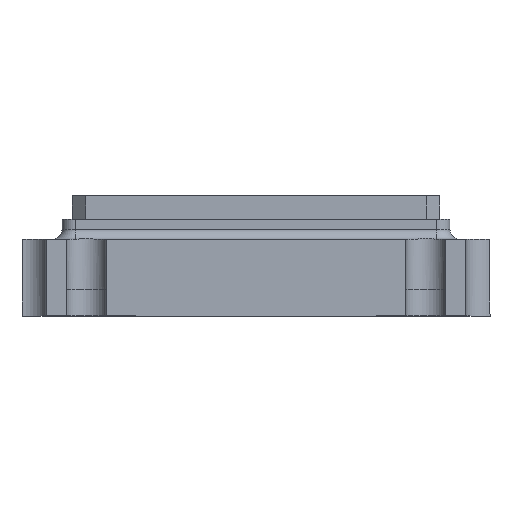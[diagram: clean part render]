
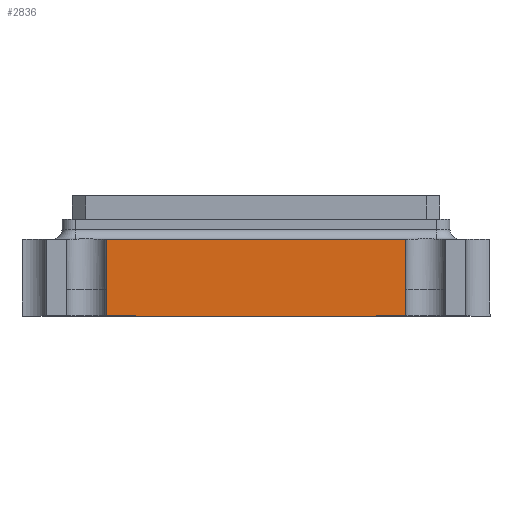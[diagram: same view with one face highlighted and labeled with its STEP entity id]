
A CAD part, front view. The second image highlights one B-rep face of the part: STEP entity #2836.
In plain terms, the highlighted planar face has unit normal (0, -1, 0).
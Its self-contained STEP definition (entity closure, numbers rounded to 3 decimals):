
#585 = VECTOR ( 'NONE', #5670, 1000. ) ;
#641 = VECTOR ( 'NONE', #5829, 1000. ) ;
#1350 = CARTESIAN_POINT ( 'NONE',  ( 1.803, -2.54, -0.89 ) ) ;
#1421 = CARTESIAN_POINT ( 'NONE',  ( -1.803, -2.54, -0.89 ) ) ;
#1422 = CARTESIAN_POINT ( 'NONE',  ( 2.24, -2.54, 0.25 ) ) ;
#1423 = CARTESIAN_POINT ( 'NONE',  ( -2.24, -2.54, 0.25 ) ) ;
#1432 = CARTESIAN_POINT ( 'NONE',  ( 1.803, -2.54, -0.9 ) ) ;
#1433 = CARTESIAN_POINT ( 'NONE',  ( -1.803, -2.54, -0.9 ) ) ;
#1538 = CARTESIAN_POINT ( 'NONE',  ( 2.24, -2.54, -0.89 ) ) ;
#1546 = CARTESIAN_POINT ( 'NONE',  ( -2.24, -2.54, -0.5 ) ) ;
#1550 = CARTESIAN_POINT ( 'NONE',  ( 2.24, -2.54, -0.5 ) ) ;
#1553 = CARTESIAN_POINT ( 'NONE',  ( -2.24, -2.54, -0.89 ) ) ;
#2299 = ORIENTED_EDGE ( 'NONE', *, *, #2681, .T. ) ;
#2300 = ORIENTED_EDGE ( 'NONE', *, *, #2682, .F. ) ;
#2301 = ORIENTED_EDGE ( 'NONE', *, *, #2970, .T. ) ;
#2302 = ORIENTED_EDGE ( 'NONE', *, *, #2684, .F. ) ;
#2303 = ORIENTED_EDGE ( 'NONE', *, *, #2680, .T. ) ;
#2680 = EDGE_CURVE ( 'NONE', #3578, #3590, #4108, .T. ) ;
#2681 = EDGE_CURVE ( 'NONE', #3580, #3719, #4111, .T. ) ;
#2682 = EDGE_CURVE ( 'NONE', #3580, #3579, #4114, .T. ) ;
#2684 = EDGE_CURVE ( 'NONE', #3578, #3726, #4117, .T. ) ;
#2836 = ADVANCED_FACE ( 'NONE', ( #3315 ), #4823, .F. ) ;
#2851 = EDGE_CURVE ( 'NONE', #3579, #3723, #5006, .T. ) ;
#2852 = EDGE_CURVE ( 'NONE', #3590, #3589, #5010, .T. ) ;
#2853 = EDGE_CURVE ( 'NONE', #3711, #3507, #5013, .T. ) ;
#2855 = EDGE_CURVE ( 'NONE', #3507, #3589, #5019, .T. ) ;
#2920 = EDGE_CURVE ( 'NONE', #3723, #3711, #5668, .T. ) ;
#2970 = EDGE_CURVE ( 'NONE', #3719, #3726, #5827, .T. ) ;
#3196 = VECTOR ( 'NONE', #4110, 1000. ) ;
#3197 = VECTOR ( 'NONE', #4113, 1000. ) ;
#3198 = VECTOR ( 'NONE', #4116, 1000. ) ;
#3199 = VECTOR ( 'NONE', #4119, 1000. ) ;
#3315 = FACE_OUTER_BOUND ( 'NONE', #3781, .T. ) ;
#3369 = AXIS2_PLACEMENT_3D ( 'NONE', #4824, #4825, #4826 ) ;
#3445 = VECTOR ( 'NONE', #5008, 1000. ) ;
#3446 = VECTOR ( 'NONE', #5012, 1000. ) ;
#3447 = VECTOR ( 'NONE', #5015, 1000. ) ;
#3449 = VECTOR ( 'NONE', #5021, 1000. ) ;
#3493 = ORIENTED_EDGE ( 'NONE', *, *, #2853, .F. ) ;
#3495 = ORIENTED_EDGE ( 'NONE', *, *, #2855, .F. ) ;
#3496 = ORIENTED_EDGE ( 'NONE', *, *, #2852, .T. ) ;
#3497 = ORIENTED_EDGE ( 'NONE', *, *, #2920, .F. ) ;
#3498 = ORIENTED_EDGE ( 'NONE', *, *, #2851, .F. ) ;
#3507 = VERTEX_POINT ( 'NONE', #1350 ) ;
#3578 = VERTEX_POINT ( 'NONE', #1421 ) ;
#3579 = VERTEX_POINT ( 'NONE', #1422 ) ;
#3580 = VERTEX_POINT ( 'NONE', #1423 ) ;
#3589 = VERTEX_POINT ( 'NONE', #1432 ) ;
#3590 = VERTEX_POINT ( 'NONE', #1433 ) ;
#3711 = VERTEX_POINT ( 'NONE', #1538 ) ;
#3719 = VERTEX_POINT ( 'NONE', #1546 ) ;
#3723 = VERTEX_POINT ( 'NONE', #1550 ) ;
#3726 = VERTEX_POINT ( 'NONE', #1553 ) ;
#3781 = EDGE_LOOP ( 'NONE', ( #3496, #3495, #3493, #3497, #3498, #2300, #2299, #2301, #2302, #2303 ) ) ;
#4108 = LINE ( 'NONE', #4109, #3196 ) ;
#4109 = CARTESIAN_POINT ( 'NONE',  ( -1.803, -2.54, -0.89 ) ) ;
#4110 = DIRECTION ( 'NONE',  ( 0., 0., -1. ) ) ;
#4111 = LINE ( 'NONE', #4112, #3197 ) ;
#4112 = CARTESIAN_POINT ( 'NONE',  ( -2.24, -2.54, 1.581 ) ) ;
#4113 = DIRECTION ( 'NONE',  ( 0., 0., -1. ) ) ;
#4114 = LINE ( 'NONE', #4115, #3198 ) ;
#4115 = CARTESIAN_POINT ( 'NONE',  ( -3.5, -2.54, 0.25 ) ) ;
#4116 = DIRECTION ( 'NONE',  ( 1., 0., 0. ) ) ;
#4117 = LINE ( 'NONE', #4118, #3199 ) ;
#4118 = CARTESIAN_POINT ( 'NONE',  ( -3.2, -2.54, -0.89 ) ) ;
#4119 = DIRECTION ( 'NONE',  ( -1., 0., 0. ) ) ;
#4823 = PLANE ( 'NONE',  #3369 ) ;
#4824 = CARTESIAN_POINT ( 'NONE',  ( -3.5, -2.54, 0.9 ) ) ;
#4825 = DIRECTION ( 'NONE',  ( 0., 1., 0. ) ) ;
#4826 = DIRECTION ( 'NONE',  ( -1., 0., 0. ) ) ;
#5006 = LINE ( 'NONE', #5007, #3445 ) ;
#5007 = CARTESIAN_POINT ( 'NONE',  ( 2.24, -2.54, 1.581 ) ) ;
#5008 = DIRECTION ( 'NONE',  ( 0., 0., -1. ) ) ;
#5010 = LINE ( 'NONE', #5011, #3446 ) ;
#5011 = CARTESIAN_POINT ( 'NONE',  ( -3.5, -2.54, -0.9 ) ) ;
#5012 = DIRECTION ( 'NONE',  ( 1., 0., 0. ) ) ;
#5013 = LINE ( 'NONE', #5014, #3447 ) ;
#5014 = CARTESIAN_POINT ( 'NONE',  ( 3.2, -2.54, -0.89 ) ) ;
#5015 = DIRECTION ( 'NONE',  ( -1., 0., 0. ) ) ;
#5019 = LINE ( 'NONE', #5020, #3449 ) ;
#5020 = CARTESIAN_POINT ( 'NONE',  ( 1.803, -2.54, -0.89 ) ) ;
#5021 = DIRECTION ( 'NONE',  ( 0., 0., -1. ) ) ;
#5668 = LINE ( 'NONE', #5669, #585 ) ;
#5669 = CARTESIAN_POINT ( 'NONE',  ( 2.24, -2.54, 1.581 ) ) ;
#5670 = DIRECTION ( 'NONE',  ( 0., 0., -1. ) ) ;
#5827 = LINE ( 'NONE', #5828, #641 ) ;
#5828 = CARTESIAN_POINT ( 'NONE',  ( -2.24, -2.54, 1.581 ) ) ;
#5829 = DIRECTION ( 'NONE',  ( 0., 0., -1. ) ) ;
